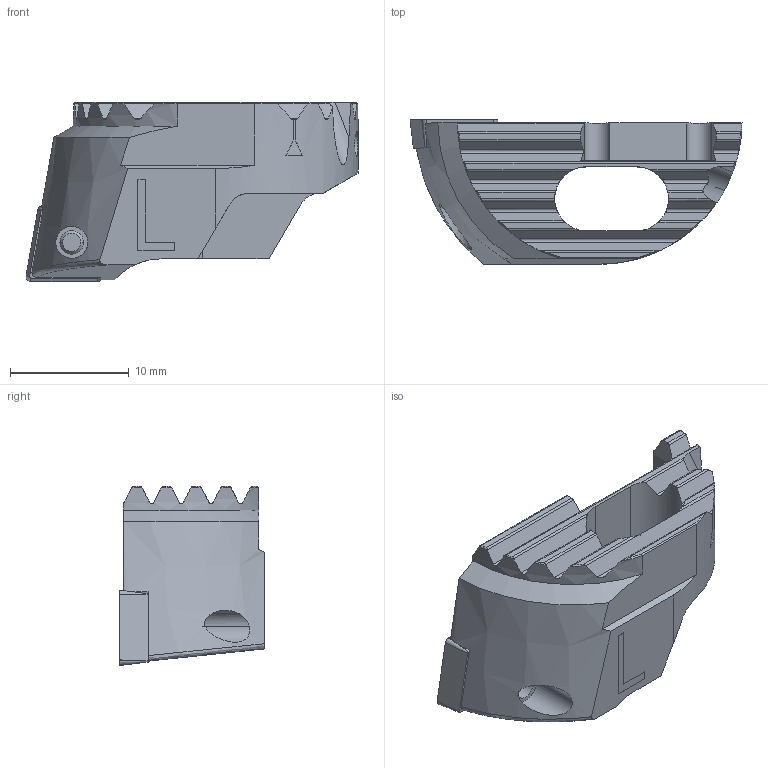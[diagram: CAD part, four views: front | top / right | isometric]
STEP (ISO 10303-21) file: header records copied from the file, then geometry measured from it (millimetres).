
FILE_DESCRIPTION(('no description'),'unknown implementation level');
FILE_NAME('7EBBBEDF-F39F-4072-A41D-358246D1C9B0_export.stp',' ',('CIMSOURCE GmbH'),('CADClick - KiM GmbH - www.kimweb.de'),'unknown preprocess','ACIS','unknown authorization');
FILE_SCHEMA(('automotive_design'));
Length unit declared in the file: millimetre
Products named in the file (3): 639.426 Kaiser 32-40 SW25 CC06 L|654.852 Kaiser CCMT 060204 K20C;Kombinieren1; 639.426 Kaiser 32-40 SW25 CC06 L|694.122 Kaiser ETL M2.5x6.5 T7 IP 10S_309.301;Kreismuster1; 639.426 Kaiser 32-40 SW25 CC06 L|639.426 Kaiser 32-40 SW25 CC06 L;Marke hinten
Bounding box: 28 x 12.18 x 15.1 mm (x, y, z)
Volume: 1934.9 mm3; surface area: 1851.4 mm2
Topology: 3 solids, 3 shells, 190 faces, 523 edges, 342 vertices
Faces by surface type: plane 82, cylinder 70, cone 31, torus 6, bspline 1
Entity records: 13687 total; most frequent: CARTESIAN_POINT 2895, STYLED_ITEM 1058, PRESENTATION_STYLE_ASSIGNMENT 1058, COLOUR_RGB 1058, ORIENTED_EDGE 1046, DIRECTION 1025, EDGE_CURVE 523, CURVE_STYLE 523
